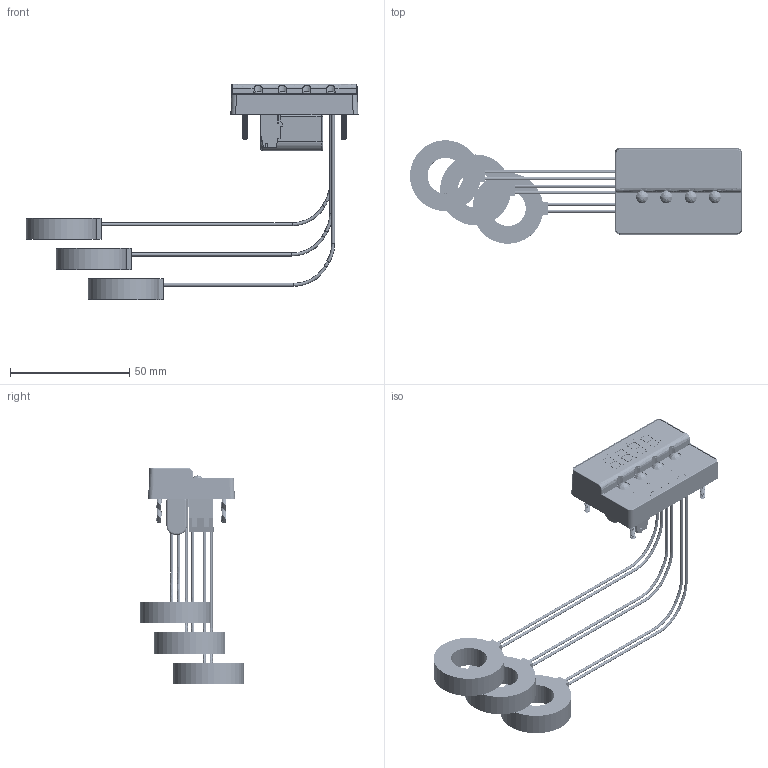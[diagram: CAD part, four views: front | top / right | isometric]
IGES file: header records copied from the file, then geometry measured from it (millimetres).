
Start section: SolidWorks IGES file using analytic representation for surfaces
Global section: file name: ACM3P.IGS; native system: SolidWorks 2011; preprocessor: SolidWorks 2011; author: alau; date: 111130.100925; units: inch
Bounding box: 139.3 x 43.32 x 90.53 mm (x, y, z)
Surface area: 28183.5 mm2 (no closed solid volume)
Topology: 0 solids, 0 shells, 1316 faces, 16692 edges, 16692 vertices
Faces by surface type: bspline 829, revolution 487
